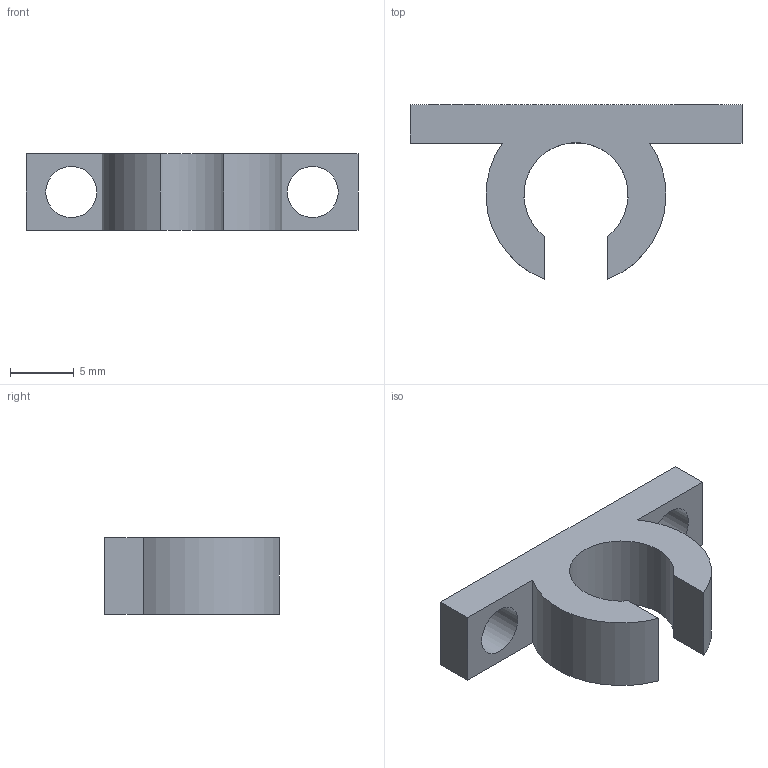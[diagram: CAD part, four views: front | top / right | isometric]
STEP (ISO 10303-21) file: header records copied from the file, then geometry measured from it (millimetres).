
FILE_DESCRIPTION(('FreeCAD Model'),'2;1');
FILE_NAME('x-endstop-holder.stp' ,'2014-11-15T13:22:35',('FreeCAD'),('FreeCAD'), 'Open CASCADE STEP processor 6.7','FreeCAD','Unknown');
FILE_SCHEMA(('AUTOMOTIVE_DESIGN_CC2 { 1 2 10303 214 -1 1 5 4 }'));
Length unit declared in the file: millimetre
Products named in the file (1): x-endstop-holder-final
Bounding box: 26 x 13.65 x 6 mm (x, y, z)
Volume: 778.4 mm3; surface area: 905.1 mm2
Topology: 1 solids, 1 shells, 14 faces, 36 edges, 24 vertices
Faces by surface type: plane 9, cylinder 5
Full cylindrical faces by diameter (mm): 4 x2
Entity records: 951 total; most frequent: CARTESIAN_POINT 195, DIRECTION 140, LINE 88, VECTOR 88, ORIENTED_EDGE 72, PCURVE 72, DEFINITIONAL_REPRESENTATION 72, EDGE_CURVE 36
